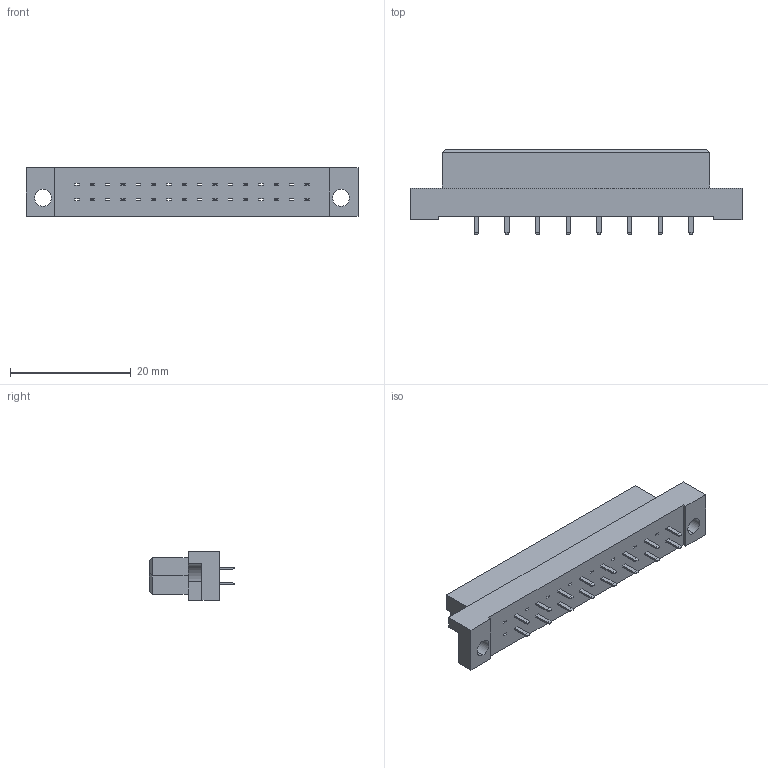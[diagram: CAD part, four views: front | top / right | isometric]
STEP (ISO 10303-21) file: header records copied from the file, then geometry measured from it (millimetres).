
FILE_DESCRIPTION (( 'STEP AP203' ), '1' );
FILE_NAME ('464-116-322-221.STEP', '2019-11-11T16:03:02', ( '' ), ( '' ), 'SwSTEP 2.0', 'SolidWorks 2020', '' );
FILE_SCHEMA (( 'CONFIG_CONTROL_DESIGN' ));
Length unit declared in the file: millimetre
Products named in the file (3): 464-116-322-221; 464-290_22; 464 Part_32
Assembly tree (17 placements, depth 2):
  464-116-322-221
    464 Part_32
    464-290_22  x16
Bounding box: 55 x 14.1 x 8.1 mm (x, y, z)
Volume: 3367.4 mm3; surface area: 3489.9 mm2
Topology: 17 solids, 17 shells, 615 faces, 1444 edges, 896 vertices
Faces by surface type: plane 609, cylinder 6
Entity records: 14171 total; most frequent: CARTESIAN_POINT 2345, ORIENTED_EDGE 2288, DIRECTION 2126, EDGE_CURVE 1144, LINE 1132, VECTOR 1132, VERTEX_POINT 716, EDGE_LOOP 566
